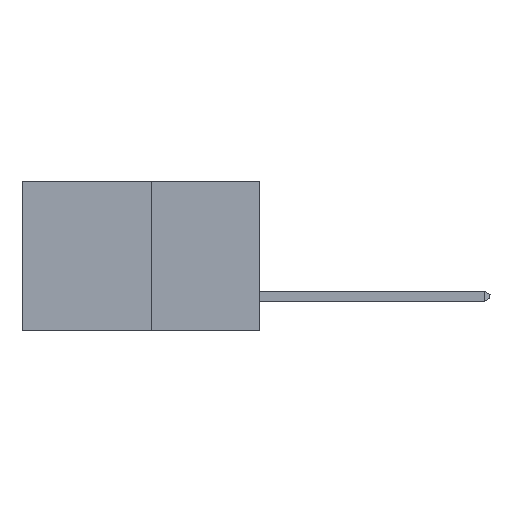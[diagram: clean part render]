
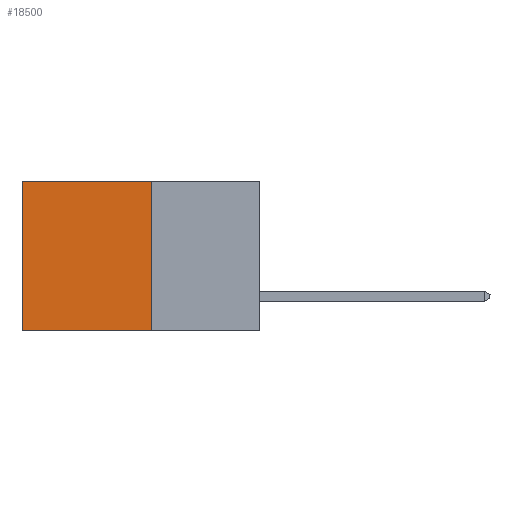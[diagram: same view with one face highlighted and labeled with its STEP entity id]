
A CAD part, left-side view. The second image highlights one B-rep face of the part: STEP entity #18500.
In plain terms, the highlighted planar face has unit normal (-1, 0, 0).
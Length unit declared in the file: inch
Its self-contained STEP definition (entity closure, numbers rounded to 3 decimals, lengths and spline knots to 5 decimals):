
#527 = ORIENTED_EDGE ( 'NONE', *, *, #26451, .F. ) ;
#1389 = DIRECTION ( 'NONE',  ( 0., 0., -1. ) ) ;
#1418 = PLANE ( 'NONE',  #24326 ) ;
#2330 = VECTOR ( 'NONE', #8328, 39.37008 ) ;
#2790 = CARTESIAN_POINT ( 'NONE',  ( 0.277, 0.27, 0. ) ) ;
#3581 = DIRECTION ( 'NONE',  ( 0., 0., -1. ) ) ;
#5201 = CARTESIAN_POINT ( 'NONE',  ( 0.277, 0.59, 0. ) ) ;
#5545 = EDGE_CURVE ( 'NONE', #22814, #7206, #6155, .T. ) ;
#5603 = CARTESIAN_POINT ( 'NONE',  ( 0.277, 0.59, -0.37 ) ) ;
#6155 = LINE ( 'NONE', #5603, #22239 ) ;
#7206 = VERTEX_POINT ( 'NONE', #21113 ) ;
#8328 = DIRECTION ( 'NONE',  ( 0., 1., 0. ) ) ;
#8607 = CARTESIAN_POINT ( 'NONE',  ( 0.277, 0.27, -0.37 ) ) ;
#11292 = VECTOR ( 'NONE', #14228, 39.37008 ) ;
#12022 = DIRECTION ( 'NONE',  ( 0., 1., 0. ) ) ;
#12464 = CARTESIAN_POINT ( 'NONE',  ( 0.277, 0.27, -0.37 ) ) ;
#13497 = FACE_OUTER_BOUND ( 'NONE', #25679, .T. ) ;
#13603 = ORIENTED_EDGE ( 'NONE', *, *, #26586, .F. ) ;
#13609 = LINE ( 'NONE', #12464, #2330 ) ;
#13931 = ORIENTED_EDGE ( 'NONE', *, *, #24450, .T. ) ;
#14041 = VERTEX_POINT ( 'NONE', #8607 ) ;
#14117 = CARTESIAN_POINT ( 'NONE',  ( 0.277, 0.27, -0.37 ) ) ;
#14151 = CARTESIAN_POINT ( 'NONE',  ( 0.277, 0.27, 0. ) ) ;
#14228 = DIRECTION ( 'NONE',  ( 0., 0., -1. ) ) ;
#16235 = DIRECTION ( 'NONE',  ( 1., 0., 0. ) ) ;
#16908 = LINE ( 'NONE', #22540, #11292 ) ;
#16910 = VERTEX_POINT ( 'NONE', #2790 ) ;
#18500 = ADVANCED_FACE ( 'NONE', ( #13497 ), #1418, .F. ) ;
#19734 = VECTOR ( 'NONE', #12022, 39.37008 ) ;
#21113 = CARTESIAN_POINT ( 'NONE',  ( 0.277, 0.59, -0.37 ) ) ;
#22239 = VECTOR ( 'NONE', #1389, 39.37008 ) ;
#22244 = ORIENTED_EDGE ( 'NONE', *, *, #5545, .T. ) ;
#22540 = CARTESIAN_POINT ( 'NONE',  ( 0.277, 0.27, -0.37 ) ) ;
#22814 = VERTEX_POINT ( 'NONE', #5201 ) ;
#24326 = AXIS2_PLACEMENT_3D ( 'NONE', #14117, #16235, #3581 ) ;
#24450 = EDGE_CURVE ( 'NONE', #16910, #22814, #25236, .T. ) ;
#25236 = LINE ( 'NONE', #14151, #19734 ) ;
#25679 = EDGE_LOOP ( 'NONE', ( #22244, #13603, #527, #13931 ) ) ;
#26451 = EDGE_CURVE ( 'NONE', #16910, #14041, #16908, .T. ) ;
#26586 = EDGE_CURVE ( 'NONE', #14041, #7206, #13609, .T. ) ;
